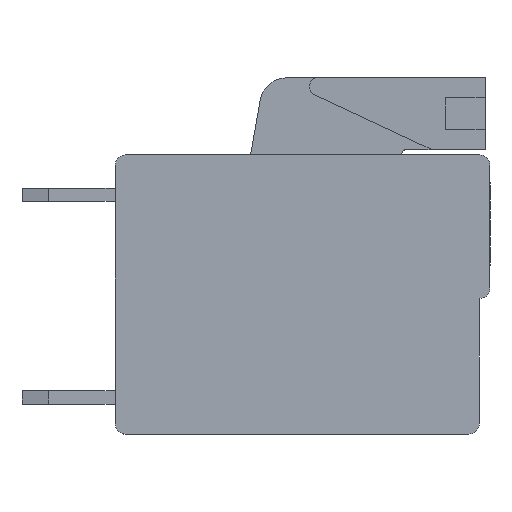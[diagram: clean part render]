
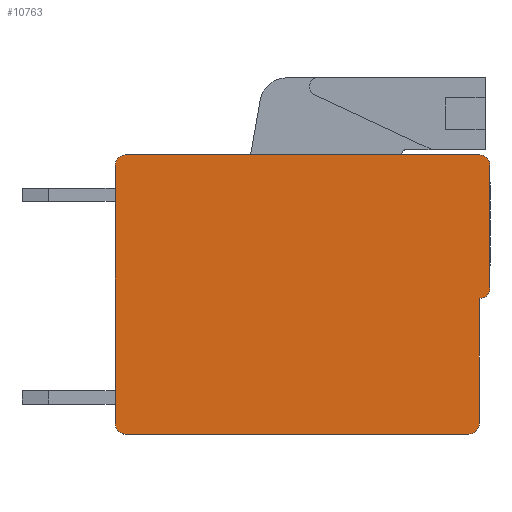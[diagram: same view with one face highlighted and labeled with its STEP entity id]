
A CAD part, front view. The second image highlights one B-rep face of the part: STEP entity #10763.
In plain terms, the highlighted planar face has unit normal (0, -1, 0).
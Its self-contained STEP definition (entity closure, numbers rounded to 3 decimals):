
#2985=DIRECTION('',(0.,0.,1.));
#2986=VECTOR('',#2985,4.6);
#2987=CARTESIAN_POINT('',(17.6,-35.56,-7.9));
#2988=LINE('',#2987,#2986);
#3509=DIRECTION('',(0.,0.,1.));
#3510=VECTOR('',#3509,4.7);
#3511=CARTESIAN_POINT('',(17.2,-35.56,-13.));
#3512=LINE('',#3511,#3510);
#3569=DIRECTION('',(1.,0.,0.));
#3570=VECTOR('',#3569,12.9);
#3571=CARTESIAN_POINT('',(3.9,-35.56,-13.4));
#3572=LINE('',#3571,#3570);
#3665=CARTESIAN_POINT('',(3.9,-35.56,-13.));
#3666=DIRECTION('',(0.,1.,0.));
#3667=DIRECTION('',(0.,0.,-1.));
#3668=AXIS2_PLACEMENT_3D('',#3665,#3666,#3667);
#3670=DIRECTION('',(0.,0.,1.));
#3671=VECTOR('',#3670,9.7);
#3672=CARTESIAN_POINT('',(3.5,-35.56,-13.));
#3673=LINE('',#3672,#3671);
#3674=CARTESIAN_POINT('',(3.9,-35.56,-3.3));
#3675=DIRECTION('',(0.,1.,0.));
#3676=DIRECTION('',(-1.,0.,0.));
#3677=AXIS2_PLACEMENT_3D('',#3674,#3675,#3676);
#3679=DIRECTION('',(1.,0.,0.));
#3680=VECTOR('',#3679,13.3);
#3681=CARTESIAN_POINT('',(3.9,-35.56,-2.9));
#3682=LINE('',#3681,#3680);
#3683=CARTESIAN_POINT('',(17.2,-35.56,-3.3));
#3684=DIRECTION('',(0.,1.,0.));
#3685=DIRECTION('',(0.,0.,1.));
#3686=AXIS2_PLACEMENT_3D('',#3683,#3684,#3685);
#3688=CARTESIAN_POINT('',(17.2,-35.56,-7.9));
#3689=DIRECTION('',(0.,1.,0.));
#3690=DIRECTION('',(1.,0.,0.));
#3691=AXIS2_PLACEMENT_3D('',#3688,#3689,#3690);
#3693=CARTESIAN_POINT('',(16.8,-35.56,-13.));
#3694=DIRECTION('',(0.,1.,0.));
#3695=DIRECTION('',(1.,0.,0.));
#3696=AXIS2_PLACEMENT_3D('',#3693,#3694,#3695);
#5050=CARTESIAN_POINT('',(3.9,-35.56,-2.9));
#5051=CARTESIAN_POINT('',(17.2,-35.56,-2.9));
#5052=VERTEX_POINT('',#5050);
#5053=VERTEX_POINT('',#5051);
#5114=CARTESIAN_POINT('',(3.5,-35.56,-13.));
#5115=CARTESIAN_POINT('',(3.5,-35.56,-3.3));
#5116=VERTEX_POINT('',#5114);
#5117=VERTEX_POINT('',#5115);
#5134=CARTESIAN_POINT('',(3.9,-35.56,-13.4));
#5135=VERTEX_POINT('',#5134);
#5136=CARTESIAN_POINT('',(17.6,-35.56,-3.3));
#5137=VERTEX_POINT('',#5136);
#5138=CARTESIAN_POINT('',(17.6,-35.56,-7.9));
#5139=VERTEX_POINT('',#5138);
#5140=CARTESIAN_POINT('',(17.2,-35.56,-8.3));
#5141=VERTEX_POINT('',#5140);
#5142=CARTESIAN_POINT('',(17.2,-35.56,-13.));
#5143=VERTEX_POINT('',#5142);
#5144=CARTESIAN_POINT('',(16.8,-35.56,-13.4));
#5145=VERTEX_POINT('',#5144);
#10746=CARTESIAN_POINT('',(10.55,-35.56,-8.15));
#10747=DIRECTION('',(0.,1.,0.));
#10748=DIRECTION('',(1.,0.,0.));
#10749=AXIS2_PLACEMENT_3D('',#10746,#10747,#10748);
#10750=PLANE('',#10749);
#10751=ORIENTED_EDGE('',*,*,#10723,.T.);
#10752=ORIENTED_EDGE('',*,*,#5519,.T.);
#10753=ORIENTED_EDGE('',*,*,#7263,.T.);
#10754=ORIENTED_EDGE('',*,*,#7305,.T.);
#10755=ORIENTED_EDGE('',*,*,#9607,.T.);
#10756=ORIENTED_EDGE('',*,*,#9643,.F.);
#10757=ORIENTED_EDGE('',*,*,#10589,.T.);
#10758=ORIENTED_EDGE('',*,*,#10614,.F.);
#10759=ORIENTED_EDGE('',*,*,#10645,.T.);
#10760=ORIENTED_EDGE('',*,*,#10684,.F.);
#10761=EDGE_LOOP('',(#10751,#10752,#10753,#10754,#10755,#10756,#10757,#10758,
#10759,#10760));
#10762=FACE_OUTER_BOUND('',#10761,.F.);
#3669=CIRCLE('',#3668,0.4);
#3678=CIRCLE('',#3677,0.4);
#3687=CIRCLE('',#3686,0.4);
#3692=CIRCLE('',#3691,0.4);
#3697=CIRCLE('',#3696,0.4);
#5519=EDGE_CURVE('',#5116,#5117,#3673,.T.);
#7263=EDGE_CURVE('',#5117,#5052,#3678,.T.);
#7305=EDGE_CURVE('',#5052,#5053,#3682,.T.);
#9607=EDGE_CURVE('',#5053,#5137,#3687,.T.);
#9643=EDGE_CURVE('',#5139,#5137,#2988,.T.);
#10589=EDGE_CURVE('',#5139,#5141,#3692,.T.);
#10614=EDGE_CURVE('',#5143,#5141,#3512,.T.);
#10645=EDGE_CURVE('',#5143,#5145,#3697,.T.);
#10684=EDGE_CURVE('',#5135,#5145,#3572,.T.);
#10723=EDGE_CURVE('',#5135,#5116,#3669,.T.);
#10763=ADVANCED_FACE('',(#10762),#10750,.F.);
